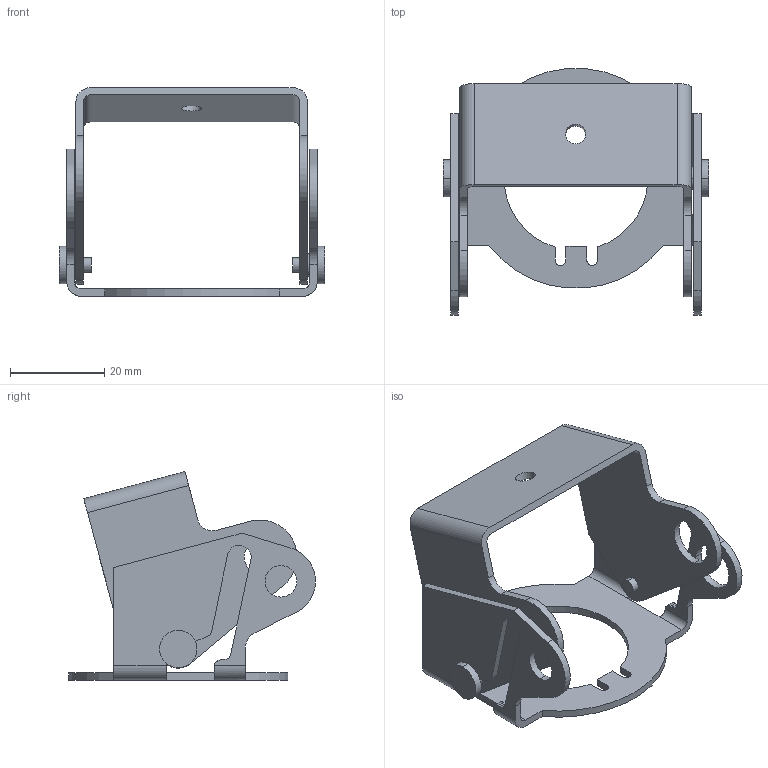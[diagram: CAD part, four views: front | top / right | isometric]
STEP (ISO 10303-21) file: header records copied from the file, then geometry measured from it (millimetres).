
FILE_DESCRIPTION((''),'2;1');
FILE_NAME('9001K62_ASM','2021-04-15T15:37:22',('SESA592305'),('Schneider-Electric'),'CREO PARAMETRIC BY PTC INC, 2019471','CREO PARAMETRIC BY PTC INC, 2019471','');
FILE_SCHEMA(('AP242_MANAGED_MODEL_BASED_3D_ENGINEERING_MIM_LF { 1 0 10303 442 1 1 4 }'));
Length unit declared in the file: inch
Products named in the file (4): 31052-146-00; 65122-223-01; 2358D54X1; 9001K62_ASM
Assembly tree (4 placements, depth 2):
  9001K62_ASM
    31052-146-00
    65122-223-01
    2358D54X1  x2
Bounding box: 56.34 x 52.42 x 44.3 mm (x, y, z)
Volume: 9109.4 mm3; surface area: 13262.6 mm2
Topology: 4 solids, 4 shells, 128 faces, 363 edges, 251 vertices
Faces by surface type: cylinder 66, plane 62
Entity records: 87190 total; most frequent: CARTESIAN_POINT 81034, POLYLINE 1386, DIRECTION 895, ORIENTED_EDGE 674, AXIS2_PLACEMENT_3D 339, EDGE_CURVE 337, VERTEX_POINT 223, VECTOR 217
